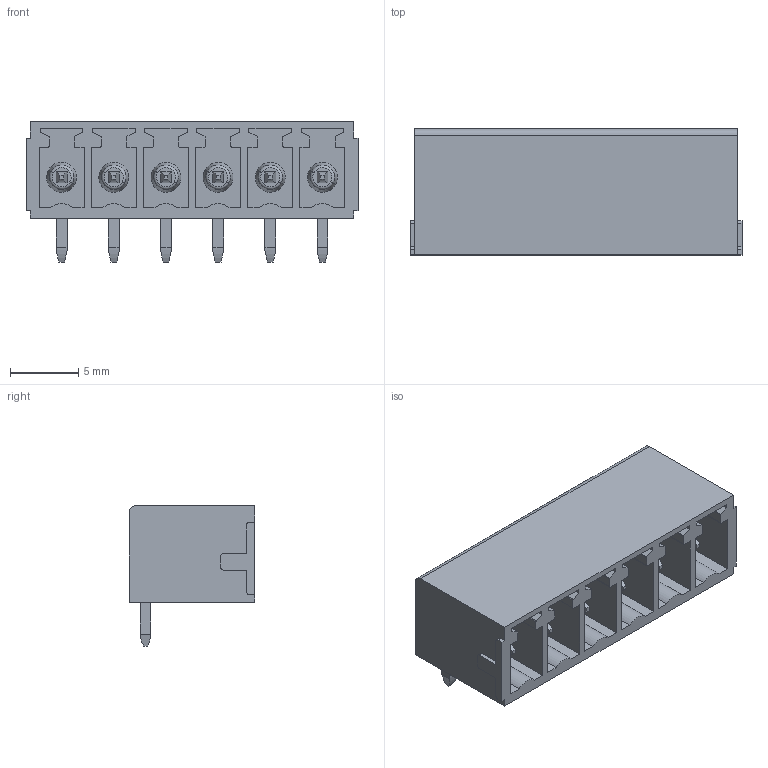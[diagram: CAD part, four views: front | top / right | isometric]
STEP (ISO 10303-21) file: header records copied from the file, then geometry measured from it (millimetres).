
FILE_DESCRIPTION(('CATIA V5 STEP Exchange','CAx-IF Rec.Pracs.--- Model Styling and Organization---1.2---2011-12-15'),'2;1');
FILE_NAME ('D1456251_0', '2018-09-29T03:55:06+00:00', ('none'), ('Weidmueller'), 'CATIA Version 5-6 Release 2014', 'CATIA V5 STEP AP214', 'none');
FILE_SCHEMA(('AUTOMOTIVE_DESIGN { 1 0 10303 214 1 1 1 1 }'));
Length unit declared in the file: millimetre
Products named in the file (1): 1793170000
Bounding box: 24.25 x 9.2 x 10.25 mm (x, y, z)
Volume: 701 mm3; surface area: 2290 mm2
Topology: 7 solids, 7 shells, 497 faces, 1424 edges, 959 vertices
Faces by surface type: plane 356, cylinder 117, cone 12, torus 12
Entity records: 15092 total; most frequent: CARTESIAN_POINT 2932, ORIENTED_EDGE 2848, DIRECTION 1950, EDGE_CURVE 1424, VECTOR 1118, LINE 1118, VERTEX_POINT 959, AXIS2_PLACEMENT_3D 543
